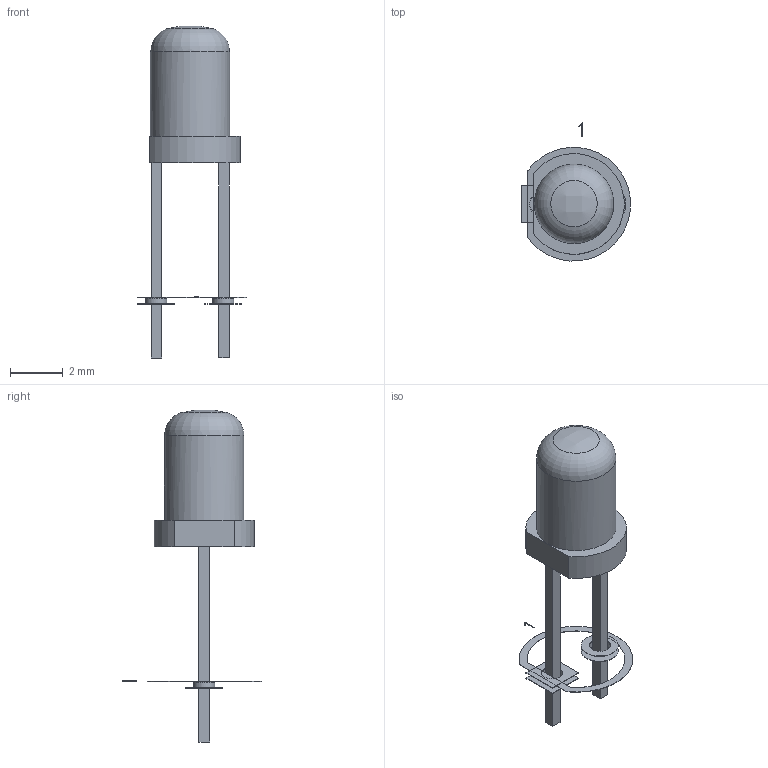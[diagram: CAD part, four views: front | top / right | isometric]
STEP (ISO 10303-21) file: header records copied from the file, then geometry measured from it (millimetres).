
FILE_DESCRIPTION(('STEP AP242'), '1');
FILE_NAME('Default file header', '2024-05-26T22:51:39', ('Default author'), ('Default organization'), 'C3D Converter', 'C3D Toolkit', 'Default authization');
FILE_SCHEMA(('AP242_MANAGED_MODEL_BASED_3D_ENGINEERING_MIM_LF { 1 0 10303 442 1 1 4 }'));
Length unit declared in the file: millimetre
Products named in the file (7): everlight-3MM-LED-RED
Assembly tree (6 placements, depth 3):
  (unnamed)
    (unnamed)
      everlight-3MM-LED-RED
      (unnamed)
      (unnamed)
    (unnamed)
      (unnamed)
Bounding box: 4.11 x 5.21 x 12.54 mm (x, y, z)
Volume: 40.9 mm3; surface area: 112.4 mm2
Topology: 9 solids, 9 shells, 73 faces, 155 edges, 103 vertices
Faces by surface type: plane 43, cylinder 17, extrusion 9, bspline 3, torus 1
Full cylindrical faces by diameter (mm): 0.792 x2, 0.8 x6, 1.4 x2, 3 x1
Entity records: 2689 total; most frequent: CARTESIAN_POINT 693, DIRECTION 307, ORIENTED_EDGE 286, EDGE_CURVE 143, AXIS2_PLACEMENT_3D 106, VERTEX_POINT 103, EDGE_LOOP 102, VECTOR 95
